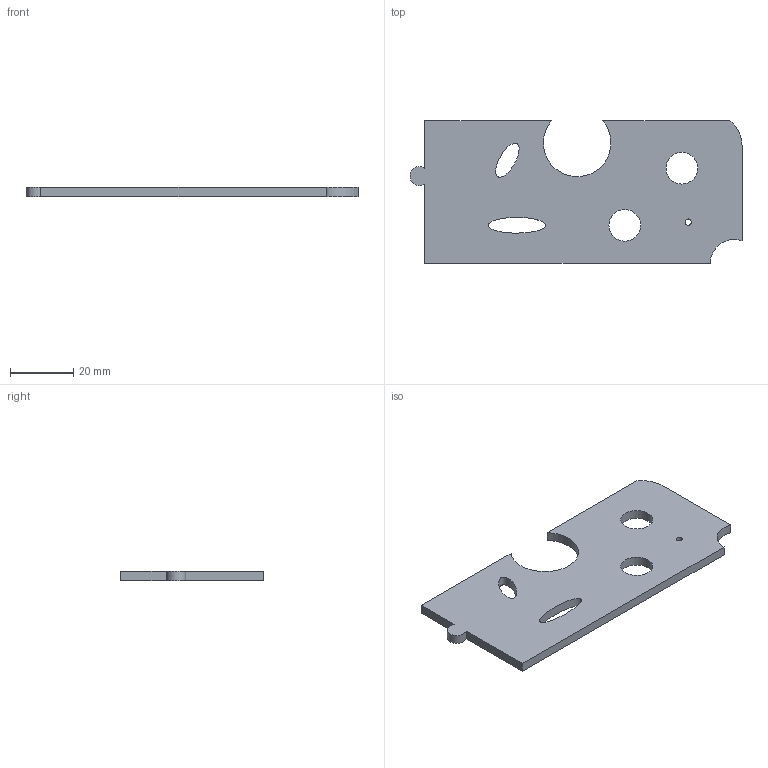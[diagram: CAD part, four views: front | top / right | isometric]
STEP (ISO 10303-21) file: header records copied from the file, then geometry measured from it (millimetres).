
FILE_DESCRIPTION(('FreeCAD Model'),'2;1');
FILE_NAME('Drilling_0.step', '2019-03-28T12:23:11',('Author'),(''), 'Open CASCADE STEP processor 7.1','FreeCAD','Unknown');
FILE_SCHEMA(('AUTOMOTIVE_DESIGN { 1 0 10303 214 1 1 1 1 }'));
Length unit declared in the file: millimetre
Products named in the file (1): Drilling_0
Bounding box: 104.65 x 45 x 3 mm (x, y, z)
Volume: 11571.4 mm3; surface area: 9098.1 mm2
Topology: 1 solids, 1 shells, 17 faces, 45 edges, 30 vertices
Faces by surface type: plane 8, cylinder 7, extrusion 2
Full cylindrical faces by diameter (mm): 2 x1, 10 x2
Entity records: 1169 total; most frequent: DIRECTION 191, CARTESIAN_POINT 183, VECTOR 101, LINE 99, ORIENTED_EDGE 90, PCURVE 90, DEFINITIONAL_REPRESENTATION 90, EDGE_CURVE 45
